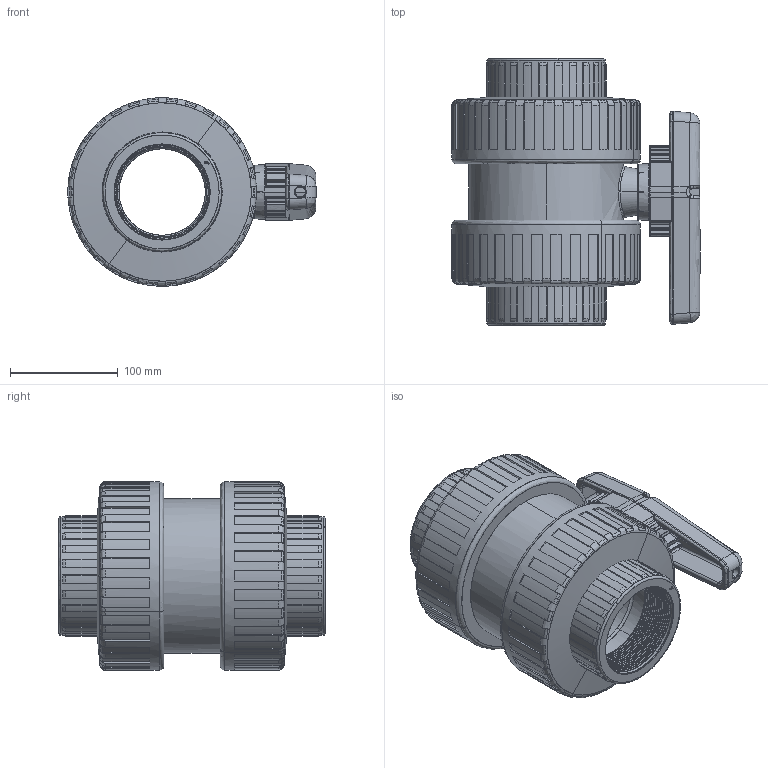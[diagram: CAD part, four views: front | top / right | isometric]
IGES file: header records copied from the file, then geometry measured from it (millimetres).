
Start section: SolidWorks IGES file using NURBS representation for surfaces
Global section: file name: 01611077300.IGS; native system: SolidWorks 2021; preprocessor: SolidWorks 2021; author: DMorais; date: 220324.111702; units: millimetre
Bounding box: 229.89 x 247.74 x 174.57 mm (x, y, z)
Surface area: 300361.3 mm2 (no closed solid volume)
Topology: 0 solids, 0 shells, 1523 faces, 17046 edges, 16994 vertices
Faces by surface type: bspline 1523
